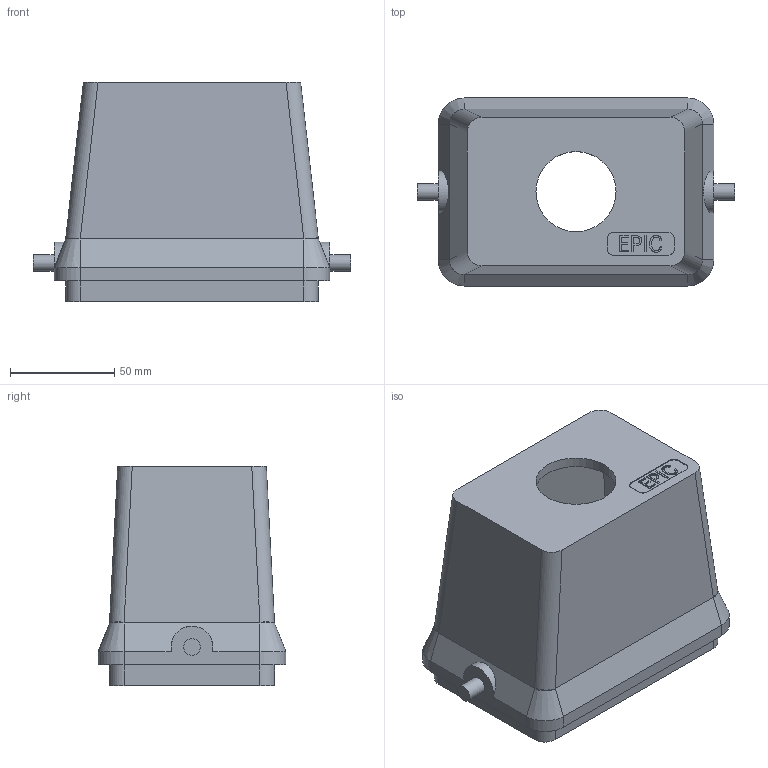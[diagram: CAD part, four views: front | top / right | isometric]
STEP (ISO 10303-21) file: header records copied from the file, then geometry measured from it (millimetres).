
FILE_DESCRIPTION( ( 'Unknown' ), '1' );
FILE_NAME( 'H_A_64_TG_M40.stp', 'Unknown', ( 'Unknown' ), ( 'Unknown' ), 'PSStep 11.0', 'Unknown', ' ' );
FILE_SCHEMA( ( 'AUTOMOTIVE_DESIGN { 1 0 10303 214 1 1 1 1 }' ) );
Length unit declared in the file: millimetre
Products named in the file (1): 1
Bounding box: 152 x 90 x 105 mm (x, y, z)
Volume: 193079.5 mm3; surface area: 94604 mm2
Topology: 1 solids, 1 shells, 190 faces, 526 edges, 347 vertices
Faces by surface type: plane 137, cylinder 41, bspline 4, extrusion 4, cone 4
Full cylindrical faces by diameter (mm): 2.459 x16, 8 x2, 38.376 x1
Entity records: 8326 total; most frequent: CARTESIAN_POINT 2053, ORIENTED_EDGE 996, DIRECTION 894, EDGE_CURVE 498, VECTOR 356, LINE 352, VERTEX_POINT 338, AXIS2_PLACEMENT_3D 269
